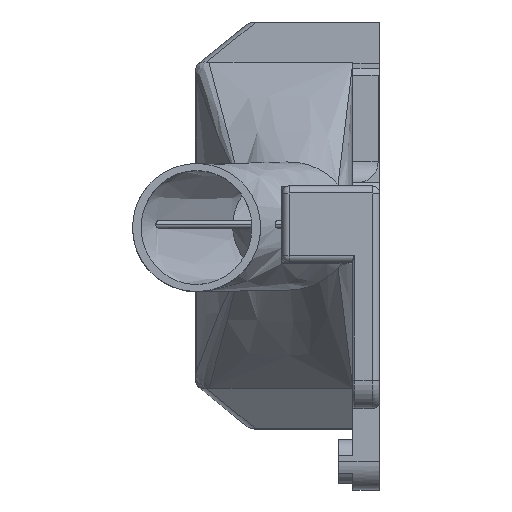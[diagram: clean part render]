
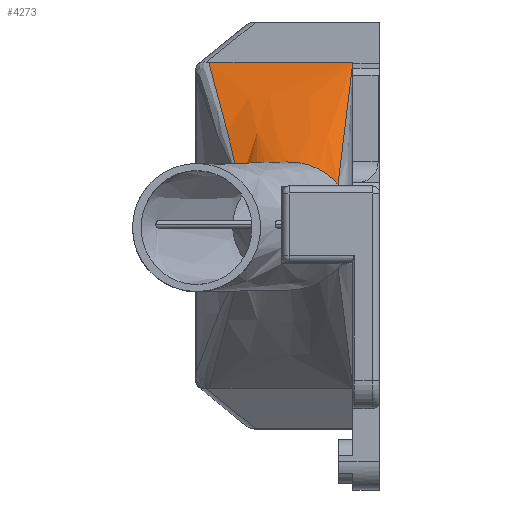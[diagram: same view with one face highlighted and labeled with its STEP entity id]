
A CAD part, top view. The second image highlights one B-rep face of the part: STEP entity #4273.
In plain terms, the highlighted free-form (B-spline) face has degree [3, 3] with [7, 4] control points.
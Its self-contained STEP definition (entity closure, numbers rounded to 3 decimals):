
#167=LINE('',#6552,#477);
#168=LINE('',#6553,#478);
#477=VECTOR('',#4976,31.338);
#478=VECTOR('',#4977,10.);
#877=CIRCLE('',#4534,9.);
#878=CIRCLE('',#4535,9.);
#1115=FACE_OUTER_BOUND('',#1364,.T.);
#1364=EDGE_LOOP('',(#2911,#2912,#2913,#2914,#2915));
#1658=B_SPLINE_CURVE_WITH_KNOTS('',3,(#6472,#6473,#6474,#6475,#6476,#6477,
#6478,#6479),.UNSPECIFIED.,.F.,.F.,(4,2,1,1,4),(-0.003,0.,
1.93,2.573,3.145),.UNSPECIFIED.);
#1792=VERTEX_POINT('',#6462);
#1793=VERTEX_POINT('',#6471);
#1797=VERTEX_POINT('',#6547);
#1798=VERTEX_POINT('',#6549);
#1799=VERTEX_POINT('',#6551);
#2223=EDGE_CURVE('',#1792,#1793,#1658,.T.);
#2228=EDGE_CURVE('',#1792,#1797,#877,.F.);
#2229=EDGE_CURVE('',#1798,#1797,#878,.T.);
#2230=EDGE_CURVE('',#1798,#1799,#167,.T.);
#2231=EDGE_CURVE('',#1799,#1793,#168,.T.);
#2911=ORIENTED_EDGE('',*,*,#2223,.F.);
#2912=ORIENTED_EDGE('',*,*,#2228,.T.);
#2913=ORIENTED_EDGE('',*,*,#2229,.F.);
#2914=ORIENTED_EDGE('',*,*,#2230,.T.);
#2915=ORIENTED_EDGE('',*,*,#2231,.T.);
#4232=B_SPLINE_SURFACE_WITH_KNOTS('',3,3,((#6519,#6520,#6521,#6522),(#6523,
#6524,#6525,#6526),(#6527,#6528,#6529,#6530),(#6531,#6532,#6533,#6534),
(#6535,#6536,#6537,#6538),(#6539,#6540,#6541,#6542),(#6543,#6544,#6545,
#6546)),.UNSPECIFIED.,.F.,.F.,.F.,(4,1,1,1,4),(4,4),(0.,0.286,
0.571,0.714,1.),(0.,1.),.UNSPECIFIED.);
#4273=ADVANCED_FACE('',(#1115),#4232,.F.);
#4534=AXIS2_PLACEMENT_3D('',#6548,#4972,#4973);
#4535=AXIS2_PLACEMENT_3D('',#6550,#4974,#4975);
#4972=DIRECTION('center_axis',(0.,0.,
1.));
#4973=DIRECTION('ref_axis',(0.,-1.,0.));
#4974=DIRECTION('center_axis',(0.,0.,
1.));
#4975=DIRECTION('ref_axis',(0.,-1.,0.));
#4976=DIRECTION('',(0.066,0.549,-0.833));
#4977=DIRECTION('',(-1.,0.,0.));
#6462=CARTESIAN_POINT('',(-27.436,266.101,56.012));
#6471=CARTESIAN_POINT('',(-31.84,283.317,29.909));
#6472=CARTESIAN_POINT('Ctrl Pts',(-27.436,266.101,56.012));
#6473=CARTESIAN_POINT('Ctrl Pts',(-27.438,266.108,56.003));
#6474=CARTESIAN_POINT('Ctrl Pts',(-27.439,266.114,55.994));
#6475=CARTESIAN_POINT('Ctrl Pts',(-28.365,269.898,50.805));
#6476=CARTESIAN_POINT('Ctrl Pts',(-29.476,274.619,43.685));
#6477=CARTESIAN_POINT('Ctrl Pts',(-30.975,280.187,34.911));
#6478=CARTESIAN_POINT('Ctrl Pts',(-31.56,282.318,31.51));
#6479=CARTESIAN_POINT('Ctrl Pts',(-31.84,283.317,29.909));
#6519=CARTESIAN_POINT('Ctrl Pts',(-13.691,266.101,56.012));
#6520=CARTESIAN_POINT('Ctrl Pts',(-12.998,271.84,47.311));
#6521=CARTESIAN_POINT('Ctrl Pts',(-12.306,277.578,38.61));
#6522=CARTESIAN_POINT('Ctrl Pts',(-11.613,283.317,29.909));
#6523=CARTESIAN_POINT('Ctrl Pts',(-14.652,267.239,56.012));
#6524=CARTESIAN_POINT('Ctrl Pts',(-14.34,272.598,47.311));
#6525=CARTESIAN_POINT('Ctrl Pts',(-14.026,277.958,38.61));
#6526=CARTESIAN_POINT('Ctrl Pts',(-13.713,283.317,29.909));
#6527=CARTESIAN_POINT('Ctrl Pts',(-17.152,269.025,56.012));
#6528=CARTESIAN_POINT('Ctrl Pts',(-17.406,273.789,47.311));
#6529=CARTESIAN_POINT('Ctrl Pts',(-17.66,278.553,38.61));
#6530=CARTESIAN_POINT('Ctrl Pts',(-17.913,283.317,29.909));
#6531=CARTESIAN_POINT('Ctrl Pts',(-20.961,269.498,56.012));
#6532=CARTESIAN_POINT('Ctrl Pts',(-21.695,274.104,47.311));
#6533=CARTESIAN_POINT('Ctrl Pts',(-22.429,278.712,38.61));
#6534=CARTESIAN_POINT('Ctrl Pts',(-23.163,283.317,29.909));
#6535=CARTESIAN_POINT('Ctrl Pts',(-24.6,268.574,56.012));
#6536=CARTESIAN_POINT('Ctrl Pts',(-25.871,273.489,47.311));
#6537=CARTESIAN_POINT('Ctrl Pts',(-27.142,278.403,38.61));
#6538=CARTESIAN_POINT('Ctrl Pts',(-28.413,283.317,29.909));
#6539=CARTESIAN_POINT('Ctrl Pts',(-26.474,267.239,56.012));
#6540=CARTESIAN_POINT('Ctrl Pts',(-28.17,272.596,47.311));
#6541=CARTESIAN_POINT('Ctrl Pts',(-29.868,277.959,38.61));
#6542=CARTESIAN_POINT('Ctrl Pts',(-31.563,283.317,29.909));
#6543=CARTESIAN_POINT('Ctrl Pts',(-27.436,266.101,56.012));
#6544=CARTESIAN_POINT('Ctrl Pts',(-29.512,271.84,47.311));
#6545=CARTESIAN_POINT('Ctrl Pts',(-31.588,277.578,38.61));
#6546=CARTESIAN_POINT('Ctrl Pts',(-33.663,283.317,29.909));
#6547=CARTESIAN_POINT('',(-14.225,266.68,56.012));
#6548=CARTESIAN_POINT('Origin',(-20.563,260.29,56.012));
#6549=CARTESIAN_POINT('',(-13.691,266.101,56.012));
#6550=CARTESIAN_POINT('Origin',(-20.563,260.29,56.012));
#6551=CARTESIAN_POINT('',(-11.613,283.317,29.909));
#6552=CARTESIAN_POINT('',(-13.691,266.101,56.012));
#6553=CARTESIAN_POINT('',(-11.613,283.317,29.909));
